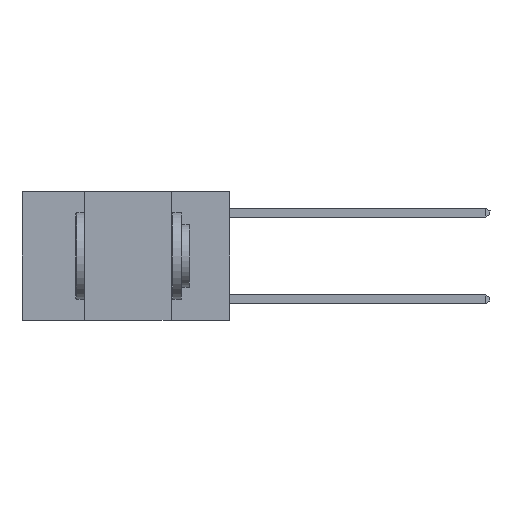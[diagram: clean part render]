
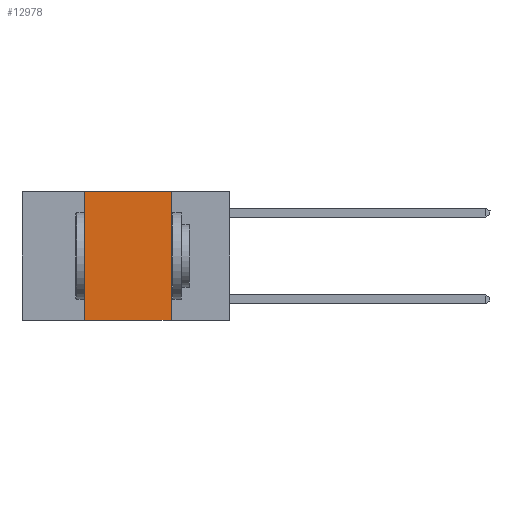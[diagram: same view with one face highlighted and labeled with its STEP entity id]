
A CAD part, left-side view. The second image highlights one B-rep face of the part: STEP entity #12978.
In plain terms, the highlighted planar face has unit normal (-1, 0, 0).
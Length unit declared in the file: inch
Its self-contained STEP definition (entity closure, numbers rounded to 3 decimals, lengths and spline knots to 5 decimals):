
#1090 = EDGE_CURVE ( 'NONE', #22966, #15287, #9149, .T. ) ;
#1825 = DIRECTION ( 'NONE',  ( 0., 0., -1. ) ) ;
#2038 = CARTESIAN_POINT ( 'NONE',  ( 0., 0.42, -0.37 ) ) ;
#2413 = ORIENTED_EDGE ( 'NONE', *, *, #1090, .F. ) ;
#2576 = CARTESIAN_POINT ( 'NONE',  ( 0., 0.6, -0.37 ) ) ;
#2728 = LINE ( 'NONE', #2576, #21987 ) ;
#4469 = DIRECTION ( 'NONE',  ( 0., -1., 0. ) ) ;
#5344 = EDGE_CURVE ( 'NONE', #17730, #9180, #8883, .T. ) ;
#6564 = EDGE_CURVE ( 'NONE', #17730, #15287, #2728, .T. ) ;
#7856 = DIRECTION ( 'NONE',  ( 0., 0., -1. ) ) ;
#8883 = LINE ( 'NONE', #14111, #23148 ) ;
#9149 = LINE ( 'NONE', #15381, #11737 ) ;
#9180 = VERTEX_POINT ( 'NONE', #22333 ) ;
#11091 = CARTESIAN_POINT ( 'NONE',  ( 0., 0.6, 0. ) ) ;
#11616 = EDGE_LOOP ( 'NONE', ( #2413, #17325, #17907, #19067 ) ) ;
#11737 = VECTOR ( 'NONE', #7856, 39.37008 ) ;
#12752 = DIRECTION ( 'NONE',  ( 0., -1., 0. ) ) ;
#12978 = ADVANCED_FACE ( 'NONE', ( #21258 ), #17441, .F. ) ;
#12983 = DIRECTION ( 'NONE',  ( 1., 0., 0. ) ) ;
#14111 = CARTESIAN_POINT ( 'NONE',  ( 0., 0.42, 0. ) ) ;
#15287 = VERTEX_POINT ( 'NONE', #16263 ) ;
#15381 = CARTESIAN_POINT ( 'NONE',  ( 0., 0.17, 0. ) ) ;
#16010 = DIRECTION ( 'NONE',  ( 0., 0., 1. ) ) ;
#16263 = CARTESIAN_POINT ( 'NONE',  ( 0., 0.17, -0.37 ) ) ;
#16583 = AXIS2_PLACEMENT_3D ( 'NONE', #11091, #12983, #1825 ) ;
#16870 = EDGE_CURVE ( 'NONE', #9180, #22966, #22521, .T. ) ;
#17325 = ORIENTED_EDGE ( 'NONE', *, *, #16870, .F. ) ;
#17441 = PLANE ( 'NONE',  #16583 ) ;
#17730 = VERTEX_POINT ( 'NONE', #2038 ) ;
#17907 = ORIENTED_EDGE ( 'NONE', *, *, #5344, .F. ) ;
#19015 = CARTESIAN_POINT ( 'NONE',  ( 0., 0.17, 0. ) ) ;
#19067 = ORIENTED_EDGE ( 'NONE', *, *, #6564, .T. ) ;
#21258 = FACE_OUTER_BOUND ( 'NONE', #11616, .T. ) ;
#21987 = VECTOR ( 'NONE', #4469, 39.37008 ) ;
#22056 = CARTESIAN_POINT ( 'NONE',  ( 0., 0.6, 0. ) ) ;
#22333 = CARTESIAN_POINT ( 'NONE',  ( 0., 0.42, 0. ) ) ;
#22521 = LINE ( 'NONE', #22056, #23108 ) ;
#22966 = VERTEX_POINT ( 'NONE', #19015 ) ;
#23108 = VECTOR ( 'NONE', #12752, 39.37008 ) ;
#23148 = VECTOR ( 'NONE', #16010, 39.37008 ) ;
